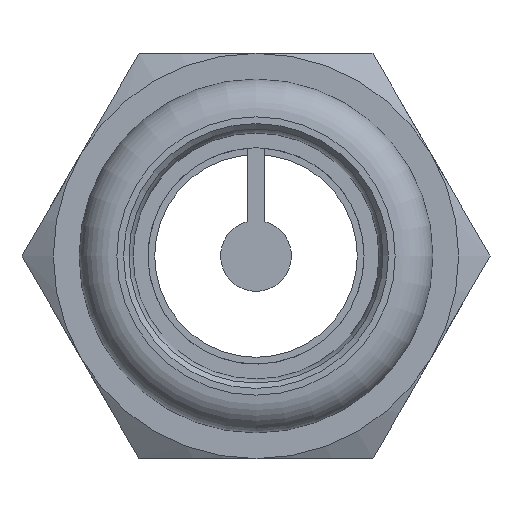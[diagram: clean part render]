
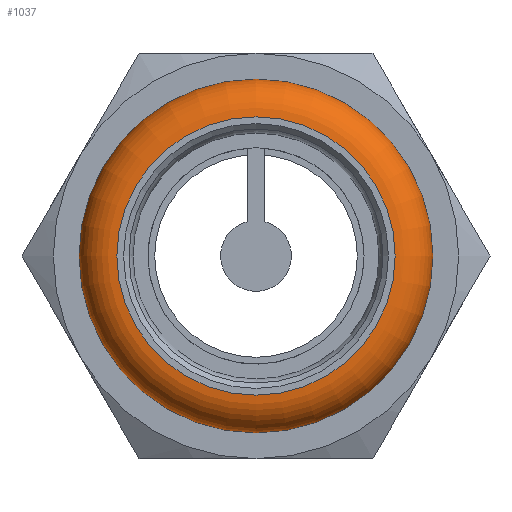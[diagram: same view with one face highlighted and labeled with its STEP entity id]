
A CAD part, left-side view. The second image highlights one B-rep face of the part: STEP entity #1037.
In plain terms, the highlighted toroidal (fillet/blend) face has major radius 10.3 mm and minor radius 2.8 mm.
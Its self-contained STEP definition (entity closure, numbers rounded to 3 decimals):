
#117=TOROIDAL_SURFACE($,#1142,10.3,2.8);
#133=FACE_BOUND($,#348,.T.);
#171=CIRCLE($,#1124,10.3);
#179=CIRCLE($,#1141,12.445);
#257=FACE_OUTER_BOUND($,#347,.T.);
#347=EDGE_LOOP($,(#747));
#348=EDGE_LOOP($,(#748));
#487=VERTEX_POINT($,#1622);
#495=VERTEX_POINT($,#1647);
#583=EDGE_CURVE($,#487,#487,#171,.T.);
#591=EDGE_CURVE($,#495,#495,#179,.T.);
#747=ORIENTED_EDGE($,*,*,#583,.F.);
#748=ORIENTED_EDGE($,*,*,#591,.T.);
#1037=ADVANCED_FACE($,(#257,#133),#117,.T.);
#1124=AXIS2_PLACEMENT_3D($,#1623,#1304,#1305);
#1141=AXIS2_PLACEMENT_3D($,#1648,#1338,#1339);
#1142=AXIS2_PLACEMENT_3D($,#1649,#1340,#1341);
#1304=DIRECTION('center_axis',(1.,0.,0.));
#1305=DIRECTION('ref_axis',(0.,1.,0.));
#1338=DIRECTION('center_axis',(1.,0.,0.));
#1339=DIRECTION('ref_axis',(0.,1.,0.));
#1340=DIRECTION('center_axis',(1.,0.,0.));
#1341=DIRECTION('ref_axis',(0.,0.,-1.));
#1622=CARTESIAN_POINT('',(0.,10.3,0.));
#1623=CARTESIAN_POINT('Origin',(0.,0.,0.));
#1647=CARTESIAN_POINT('',(-4.6,12.445,0.));
#1648=CARTESIAN_POINT('Origin',(-4.6,0.,0.));
#1649=CARTESIAN_POINT('Origin',(-2.8,0.,0.));
